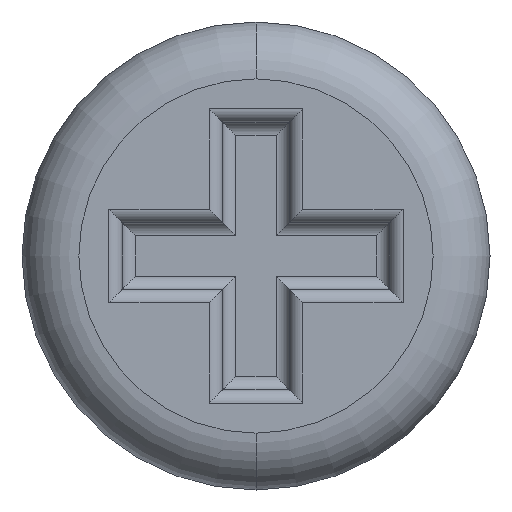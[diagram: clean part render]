
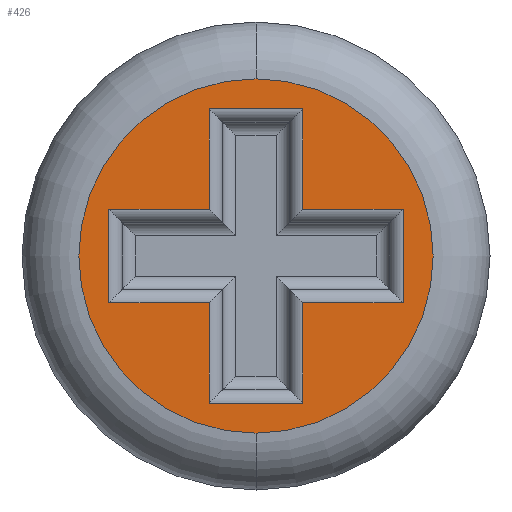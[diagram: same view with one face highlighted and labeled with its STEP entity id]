
A CAD part, front view. The second image highlights one B-rep face of the part: STEP entity #426.
In plain terms, the highlighted planar face has unit normal (0, -1, 0).
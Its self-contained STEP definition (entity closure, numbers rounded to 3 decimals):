
#6 = VERTEX_POINT ( 'NONE', #1097 ) ;
#18 = DIRECTION ( 'NONE',  ( 0., 0., 1. ) ) ;
#20 = CARTESIAN_POINT ( 'NONE',  ( -0.35, 0., 0.35 ) ) ;
#23 = VECTOR ( 'NONE', #1010, 1000. ) ;
#25 = LINE ( 'NONE', #123, #906 ) ;
#30 = DIRECTION ( 'NONE',  ( 0., 0., 1. ) ) ;
#39 = VERTEX_POINT ( 'NONE', #1085 ) ;
#42 = DIRECTION ( 'NONE',  ( 1., 0., 0. ) ) ;
#68 = VECTOR ( 'NONE', #116, 1000. ) ;
#78 = DIRECTION ( 'NONE',  ( 0., 0., 1. ) ) ;
#90 = VECTOR ( 'NONE', #489, 1000. ) ;
#116 = DIRECTION ( 'NONE',  ( -1., 0., 0. ) ) ;
#118 = EDGE_CURVE ( 'NONE', #777, #566, #700, .T. ) ;
#123 = CARTESIAN_POINT ( 'NONE',  ( -0.35, 0., 0. ) ) ;
#127 = CARTESIAN_POINT ( 'NONE',  ( 1.1, 0., 0. ) ) ;
#128 = EDGE_LOOP ( 'NONE', ( #1370, #1343 ) ) ;
#142 = DIRECTION ( 'NONE',  ( 0., 1., 0. ) ) ;
#154 = CARTESIAN_POINT ( 'NONE',  ( 0.35, 0., 0. ) ) ;
#160 = VECTOR ( 'NONE', #164, 1000. ) ;
#164 = DIRECTION ( 'NONE',  ( -1., 0., 0. ) ) ;
#169 = CARTESIAN_POINT ( 'NONE',  ( -0.35, 0., 1.1 ) ) ;
#181 = EDGE_CURVE ( 'NONE', #39, #939, #1234, .T. ) ;
#184 = AXIS2_PLACEMENT_3D ( 'NONE', #1112, #142, #30 ) ;
#186 = LINE ( 'NONE', #608, #280 ) ;
#260 = EDGE_CURVE ( 'NONE', #484, #1081, #483, .T. ) ;
#265 = DIRECTION ( 'NONE',  ( 1., 0., 0. ) ) ;
#280 = VECTOR ( 'NONE', #78, 1000. ) ;
#289 = CARTESIAN_POINT ( 'NONE',  ( 0., 0., 0.35 ) ) ;
#347 = LINE ( 'NONE', #127, #690 ) ;
#355 = CARTESIAN_POINT ( 'NONE',  ( 0., 0., 0. ) ) ;
#367 = CARTESIAN_POINT ( 'NONE',  ( 0., 0., -1.1 ) ) ;
#382 = EDGE_CURVE ( 'NONE', #1251, #1159, #1228, .T. ) ;
#393 = EDGE_CURVE ( 'NONE', #645, #39, #595, .T. ) ;
#402 = EDGE_CURVE ( 'NONE', #566, #645, #692, .T. ) ;
#405 = CARTESIAN_POINT ( 'NONE',  ( -1.1, 0., 0.35 ) ) ;
#426 = ADVANCED_FACE ( 'NONE', ( #474, #589 ), #481, .F. ) ;
#442 = LINE ( 'NONE', #689, #68 ) ;
#443 = CIRCLE ( 'NONE', #534, 1.325 ) ;
#445 = ORIENTED_EDGE ( 'NONE', *, *, #393, .T. ) ;
#448 = EDGE_CURVE ( 'NONE', #868, #622, #442, .T. ) ;
#460 = ORIENTED_EDGE ( 'NONE', *, *, #1388, .T. ) ;
#463 = CARTESIAN_POINT ( 'NONE',  ( -0.35, 0., -0.35 ) ) ;
#474 = FACE_BOUND ( 'NONE', #913, .T. ) ;
#475 = ORIENTED_EDGE ( 'NONE', *, *, #382, .T. ) ;
#476 = CARTESIAN_POINT ( 'NONE',  ( 1.1, 0., -0.35 ) ) ;
#481 = PLANE ( 'NONE',  #184 ) ;
#483 = CIRCLE ( 'NONE', #1360, 1.325 ) ;
#484 = VERTEX_POINT ( 'NONE', #578 ) ;
#489 = DIRECTION ( 'NONE',  ( 0., 0., 1. ) ) ;
#534 = AXIS2_PLACEMENT_3D ( 'NONE', #355, #873, #1236 ) ;
#547 = VECTOR ( 'NONE', #1151, 1000. ) ;
#566 = VERTEX_POINT ( 'NONE', #20 ) ;
#578 = CARTESIAN_POINT ( 'NONE',  ( 0., 0., 1.325 ) ) ;
#589 = FACE_OUTER_BOUND ( 'NONE', #128, .T. ) ;
#595 = LINE ( 'NONE', #803, #853 ) ;
#603 = CARTESIAN_POINT ( 'NONE',  ( 0., 0., 0.35 ) ) ;
#608 = CARTESIAN_POINT ( 'NONE',  ( -1.1, 0., 0. ) ) ;
#622 = VERTEX_POINT ( 'NONE', #898 ) ;
#628 = ORIENTED_EDGE ( 'NONE', *, *, #916, .T. ) ;
#645 = VERTEX_POINT ( 'NONE', #169 ) ;
#648 = CARTESIAN_POINT ( 'NONE',  ( 0., 0., -0.35 ) ) ;
#656 = VECTOR ( 'NONE', #42, 1000. ) ;
#689 = CARTESIAN_POINT ( 'NONE',  ( 0., 0., -0.35 ) ) ;
#690 = VECTOR ( 'NONE', #1004, 1000. ) ;
#692 = LINE ( 'NONE', #1011, #90 ) ;
#698 = DIRECTION ( 'NONE',  ( 1., 0., 0. ) ) ;
#700 = LINE ( 'NONE', #289, #656 ) ;
#706 = ORIENTED_EDGE ( 'NONE', *, *, #865, .T. ) ;
#710 = ORIENTED_EDGE ( 'NONE', *, *, #181, .T. ) ;
#759 = LINE ( 'NONE', #648, #1411 ) ;
#777 = VERTEX_POINT ( 'NONE', #405 ) ;
#803 = CARTESIAN_POINT ( 'NONE',  ( 0., 0., 1.1 ) ) ;
#853 = VECTOR ( 'NONE', #698, 1000. ) ;
#856 = CARTESIAN_POINT ( 'NONE',  ( 0.35, 0., -0.35 ) ) ;
#865 = EDGE_CURVE ( 'NONE', #1159, #868, #25, .T. ) ;
#868 = VERTEX_POINT ( 'NONE', #463 ) ;
#873 = DIRECTION ( 'NONE',  ( 0., -1., 0. ) ) ;
#880 = CARTESIAN_POINT ( 'NONE',  ( 0.35, 0., 0. ) ) ;
#886 = LINE ( 'NONE', #880, #23 ) ;
#898 = CARTESIAN_POINT ( 'NONE',  ( -1.1, 0., -0.35 ) ) ;
#906 = VECTOR ( 'NONE', #18, 1000. ) ;
#913 = EDGE_LOOP ( 'NONE', ( #628, #1066, #475, #706, #1029, #460, #945, #1107, #445, #710, #1075, #1178 ) ) ;
#916 = EDGE_CURVE ( 'NONE', #979, #1141, #759, .T. ) ;
#931 = CARTESIAN_POINT ( 'NONE',  ( -0.35, 0., -1.1 ) ) ;
#939 = VERTEX_POINT ( 'NONE', #990 ) ;
#945 = ORIENTED_EDGE ( 'NONE', *, *, #118, .T. ) ;
#957 = VECTOR ( 'NONE', #265, 1000. ) ;
#970 = EDGE_CURVE ( 'NONE', #939, #6, #1149, .T. ) ;
#973 = DIRECTION ( 'NONE',  ( 0., -1., 0. ) ) ;
#979 = VERTEX_POINT ( 'NONE', #476 ) ;
#990 = CARTESIAN_POINT ( 'NONE',  ( 0.35, 0., 0.35 ) ) ;
#1004 = DIRECTION ( 'NONE',  ( 0., 0., -1. ) ) ;
#1010 = DIRECTION ( 'NONE',  ( 0., 0., -1. ) ) ;
#1011 = CARTESIAN_POINT ( 'NONE',  ( -0.35, 0., 0. ) ) ;
#1029 = ORIENTED_EDGE ( 'NONE', *, *, #448, .T. ) ;
#1066 = ORIENTED_EDGE ( 'NONE', *, *, #1233, .T. ) ;
#1075 = ORIENTED_EDGE ( 'NONE', *, *, #970, .T. ) ;
#1081 = VERTEX_POINT ( 'NONE', #1298 ) ;
#1085 = CARTESIAN_POINT ( 'NONE',  ( 0.35, 0., 1.1 ) ) ;
#1097 = CARTESIAN_POINT ( 'NONE',  ( 1.1, 0., 0.35 ) ) ;
#1107 = ORIENTED_EDGE ( 'NONE', *, *, #402, .T. ) ;
#1112 = CARTESIAN_POINT ( 'NONE',  ( 0., 0., 0. ) ) ;
#1141 = VERTEX_POINT ( 'NONE', #856 ) ;
#1149 = LINE ( 'NONE', #603, #957 ) ;
#1151 = DIRECTION ( 'NONE',  ( 0., 0., -1. ) ) ;
#1159 = VERTEX_POINT ( 'NONE', #931 ) ;
#1178 = ORIENTED_EDGE ( 'NONE', *, *, #1180, .T. ) ;
#1180 = EDGE_CURVE ( 'NONE', #6, #979, #347, .T. ) ;
#1191 = CARTESIAN_POINT ( 'NONE',  ( 0., 0., 0. ) ) ;
#1205 = CARTESIAN_POINT ( 'NONE',  ( 0.35, 0., -1.1 ) ) ;
#1228 = LINE ( 'NONE', #367, #160 ) ;
#1233 = EDGE_CURVE ( 'NONE', #1141, #1251, #886, .T. ) ;
#1234 = LINE ( 'NONE', #154, #547 ) ;
#1236 = DIRECTION ( 'NONE',  ( 0., 0., 1. ) ) ;
#1251 = VERTEX_POINT ( 'NONE', #1205 ) ;
#1274 = EDGE_CURVE ( 'NONE', #1081, #484, #443, .T. ) ;
#1298 = CARTESIAN_POINT ( 'NONE',  ( 0., 0., -1.325 ) ) ;
#1317 = DIRECTION ( 'NONE',  ( -1., 0., 0. ) ) ;
#1343 = ORIENTED_EDGE ( 'NONE', *, *, #1274, .T. ) ;
#1360 = AXIS2_PLACEMENT_3D ( 'NONE', #1191, #973, #1413 ) ;
#1370 = ORIENTED_EDGE ( 'NONE', *, *, #260, .T. ) ;
#1388 = EDGE_CURVE ( 'NONE', #622, #777, #186, .T. ) ;
#1411 = VECTOR ( 'NONE', #1317, 1000. ) ;
#1413 = DIRECTION ( 'NONE',  ( 0., 0., 1. ) ) ;
